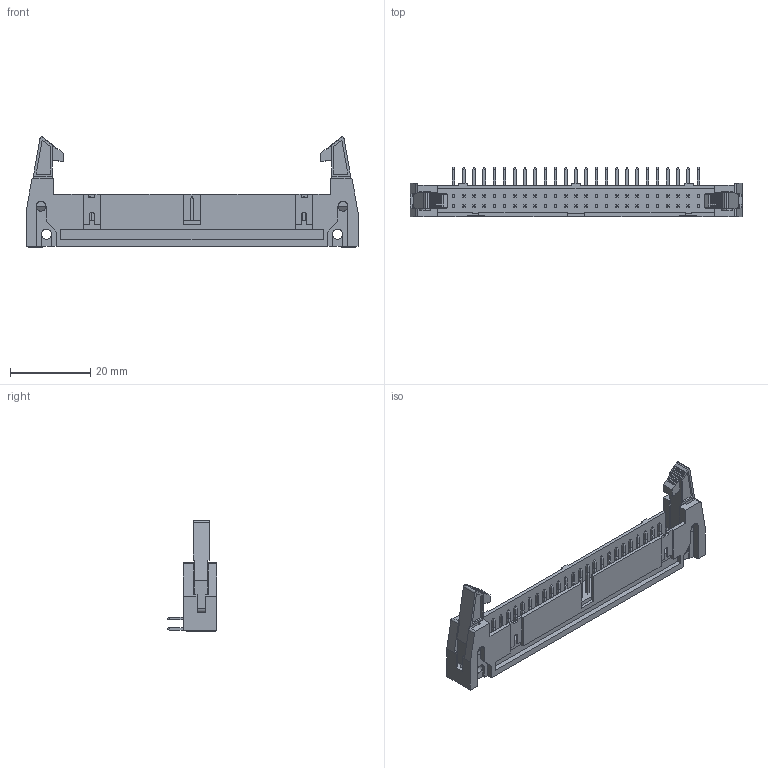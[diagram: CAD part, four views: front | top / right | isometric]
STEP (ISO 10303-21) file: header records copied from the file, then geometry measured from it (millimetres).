
FILE_DESCRIPTION (( 'STEP AP214' ), '1' );
FILE_NAME ('FBH25405-D50B1014K6K -REF .STEP', '2026-03-02T01:27:10', ( '' ), ( '' ), 'SwSTEP 2.0', 'SolidWorks 2021', '' );
FILE_SCHEMA (( 'AUTOMOTIVE_DESIGN' ));
Length unit declared in the file: millimetre
Products named in the file (1): FBH25405-D50B1014K6K -REF 
Bounding box: 82.7 x 12.3 x 27.5 mm (x, y, z)
Volume: 5462.6 mm3; surface area: 8273.7 mm2
Topology: 1 solids, 1 shells, 1638 faces, 4176 edges, 2572 vertices
Faces by surface type: plane 1496, cylinder 142
Entity records: 47970 total; most frequent: CARTESIAN_POINT 8411, ORIENTED_EDGE 8352, DIRECTION 7774, EDGE_CURVE 4176, LINE 3840, VECTOR 3840, VERTEX_POINT 2572, AXIS2_PLACEMENT_3D 1967
